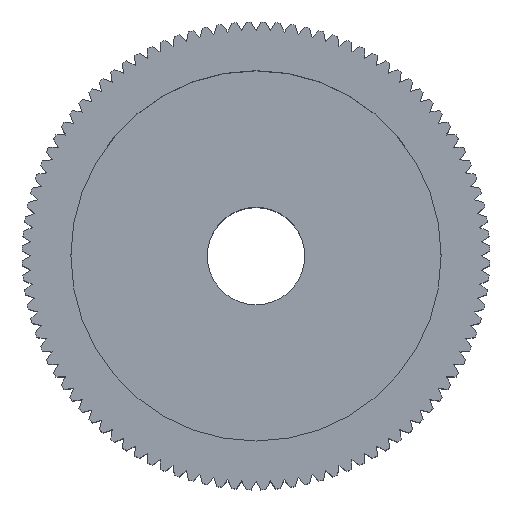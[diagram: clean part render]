
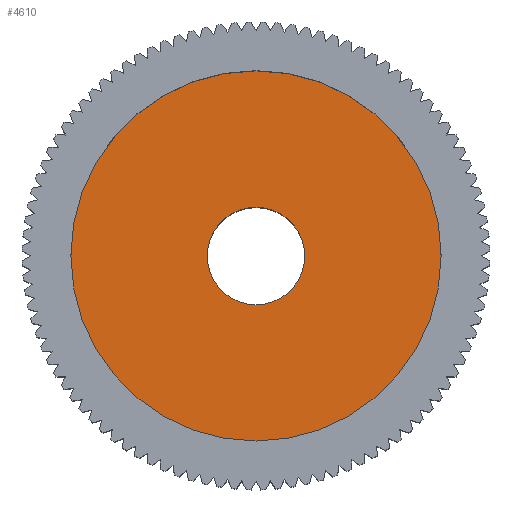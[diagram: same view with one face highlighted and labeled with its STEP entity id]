
A CAD part, top view. The second image highlights one B-rep face of the part: STEP entity #4610.
In plain terms, the highlighted planar face has unit normal (0, 0, 1).
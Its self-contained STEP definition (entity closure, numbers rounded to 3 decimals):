
#2614=EDGE_CURVE('',#3364,#4376,#6433,.T.);
#3100=VERTEX_POINT('',#6955);
#3364=VERTEX_POINT('',#7243);
#3834=VERTEX_POINT('',#7754);
#4376=VERTEX_POINT('',#8344);
#4430=EDGE_CURVE('',#3834,#3100,#8400,.T.);
#4610=ADVANCED_FACE('',(#8592,#8593),#8594,.F.);
#4642=EDGE_CURVE('',#3100,#3834,#8634,.T.);
#4712=EDGE_CURVE('',#4376,#3364,#8713,.T.);
#6433=CIRCLE('',#11142,9.5);
#6955=CARTESIAN_POINT('',(-2.5,0.,10.5));
#7243=CARTESIAN_POINT('',(9.5,0.0,10.5));
#7754=CARTESIAN_POINT('',(2.5,0.0,10.5));
#8344=CARTESIAN_POINT('',(-9.5,0.,10.5));
#8400=CIRCLE('',#14565,2.5);
#8592=FACE_BOUND('',#14926,.T.);
#8593=FACE_OUTER_BOUND('',#14927,.T.);
#8594=PLANE('',#14928);
#8634=CIRCLE('',#14987,2.5);
#8713=CIRCLE('',#15093,9.5);
#11142=AXIS2_PLACEMENT_3D('',#17891,#17892,#17893);
#14565=AXIS2_PLACEMENT_3D('',#20107,#20108,#20109);
#14926=EDGE_LOOP('',(#20274,#20275));
#14927=EDGE_LOOP('',(#20276,#20277));
#14928=AXIS2_PLACEMENT_3D('',#20278,#20279,#20280);
#14987=AXIS2_PLACEMENT_3D('',#20349,#20350,#20351);
#15093=AXIS2_PLACEMENT_3D('',#20442,#20443,#20444);
#17891=CARTESIAN_POINT('',(0.0,0.0,10.5));
#17892=DIRECTION('',(0.0,0.0,-1.0));
#17893=DIRECTION('',(1.0,0.0,0.0));
#20107=CARTESIAN_POINT('',(0.0,0.0,10.5));
#20108=DIRECTION('',(0.0,0.0,-1.0));
#20109=DIRECTION('',(1.0,0.0,0.0));
#20274=ORIENTED_EDGE('',*,*,#4430,.T.);
#20275=ORIENTED_EDGE('',*,*,#4642,.T.);
#20276=ORIENTED_EDGE('',*,*,#2614,.F.);
#20277=ORIENTED_EDGE('',*,*,#4712,.F.);
#20278=CARTESIAN_POINT('',(0.0,0.0,10.5));
#20279=DIRECTION('',(0.0,0.0,-1.0));
#20280=DIRECTION('',(-1.0,0.0,0.0));
#20349=CARTESIAN_POINT('',(0.0,0.0,10.5));
#20350=DIRECTION('',(0.0,0.0,-1.0));
#20351=DIRECTION('',(1.0,0.0,0.0));
#20442=CARTESIAN_POINT('',(0.0,0.0,10.5));
#20443=DIRECTION('',(0.0,0.0,-1.0));
#20444=DIRECTION('',(1.0,0.0,0.0));
